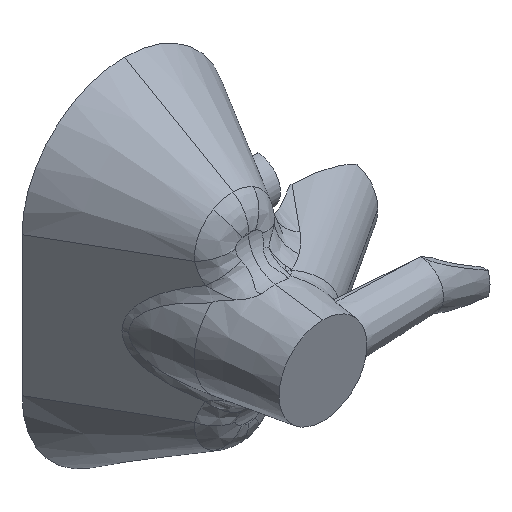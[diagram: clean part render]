
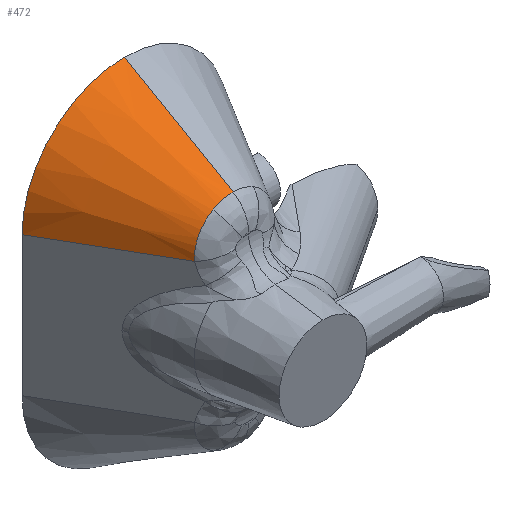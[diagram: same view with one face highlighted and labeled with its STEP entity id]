
A CAD part, isometric view. The second image highlights one B-rep face of the part: STEP entity #472.
In plain terms, the highlighted conical face has half-angle 30 degrees and reference radius 10 mm.
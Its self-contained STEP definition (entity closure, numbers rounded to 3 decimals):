
#18 = LINE ( 'NONE', #3299, #4210 ) ;
#47 = CARTESIAN_POINT ( 'NONE',  ( 0., 5., 35.387 ) ) ;
#381 = DIRECTION ( 'NONE',  ( 0., 0., 1. ) ) ;
#384 = EDGE_CURVE ( 'NONE', #3462, #2693, #2991, .T. ) ;
#472 = ADVANCED_FACE ( 'NONE', ( #1673 ), #2222, .T. ) ;
#494 = CARTESIAN_POINT ( 'NONE',  ( -12.641, 4.825, 24.718 ) ) ;
#638 = CARTESIAN_POINT ( 'NONE',  ( -12.722, 4.714, 22.5 ) ) ;
#779 = DIRECTION ( 'NONE',  ( 0., 1., 0. ) ) ;
#833 = CARTESIAN_POINT ( 'NONE',  ( 0., 40., 22.5 ) ) ;
#894 = CARTESIAN_POINT ( 'NONE',  ( -11.022, 4.958, 29.136 ) ) ;
#898 = EDGE_LOOP ( 'NONE', ( #1529, #5056, #3194, #5115, #5167 ) ) ;
#925 = AXIS2_PLACEMENT_3D ( 'NONE', #1422, #4406, #1993 ) ;
#974 = EDGE_CURVE ( 'NONE', #3462, #4112, #1185, .T. ) ;
#1143 = VERTEX_POINT ( 'NONE', #47 ) ;
#1177 = CARTESIAN_POINT ( 'NONE',  ( -6.525, 5., 33.612 ) ) ;
#1185 = LINE ( 'NONE', #2819, #4282 ) ;
#1188 = CARTESIAN_POINT ( 'NONE',  ( -33.094, 40., 22.5 ) ) ;
#1422 = CARTESIAN_POINT ( 'NONE',  ( 0., 5., 22.5 ) ) ;
#1529 = ORIENTED_EDGE ( 'NONE', *, *, #4448, .T. ) ;
#1673 = FACE_OUTER_BOUND ( 'NONE', #898, .T. ) ;
#1680 = CARTESIAN_POINT ( 'NONE',  ( -7.473, 5., 33.013 ) ) ;
#1706 = CARTESIAN_POINT ( 'NONE',  ( -6.525, 5., 33.612 ) ) ;
#1734 = CARTESIAN_POINT ( 'NONE',  ( -12.757, 4.775, 23.62 ) ) ;
#1772 = VERTEX_POINT ( 'NONE', #1177 ) ;
#1993 = DIRECTION ( 'NONE',  ( 0., 0., -1. ) ) ;
#2021 = EDGE_CURVE ( 'NONE', #1143, #2693, #18, .T. ) ;
#2132 = CARTESIAN_POINT ( 'NONE',  ( -9.91, 4.983, 30.742 ) ) ;
#2135 = AXIS2_PLACEMENT_3D ( 'NONE', #2822, #779, #4476 ) ;
#2159 = CARTESIAN_POINT ( 'NONE',  ( -12.074, 4.901, 26.873 ) ) ;
#2222 = CONICAL_SURFACE ( 'NONE', #2135, 10., 0.524 ) ;
#2585 = B_SPLINE_CURVE_WITH_KNOTS ( 'NONE', 3,
 ( #2856, #1734, #494, #2937, #2159, #3343, #4919, #894, #2913, #4170, #3371, #2132, #4569, #4997, #4088, #1680, #4484, #1706 ),
 .UNSPECIFIED., .F., .F.,
 ( 4, 2, 2, 2, 2, 2, 2, 2, 4 ),
 ( 0., 0.003, 0.005, 0.007, 0.007, 0.008, 0.01, 0.012, 0.013 ),
 .UNSPECIFIED. ) ;
#2685 = EDGE_CURVE ( 'NONE', #4112, #1772, #2585, .T. ) ;
#2693 = VERTEX_POINT ( 'NONE', #3717 ) ;
#2819 = CARTESIAN_POINT ( 'NONE',  ( -10., 0., 22.5 ) ) ;
#2822 = CARTESIAN_POINT ( 'NONE',  ( 0., 0., 22.5 ) ) ;
#2856 = CARTESIAN_POINT ( 'NONE',  ( -12.722, 4.714, 22.5 ) ) ;
#2913 = CARTESIAN_POINT ( 'NONE',  ( -10.878, 4.962, 29.374 ) ) ;
#2937 = CARTESIAN_POINT ( 'NONE',  ( -12.245, 4.884, 26.335 ) ) ;
#2991 = CIRCLE ( 'NONE', #3766, 33.094 ) ;
#3194 = ORIENTED_EDGE ( 'NONE', *, *, #384, .F. ) ;
#3236 = CIRCLE ( 'NONE', #925, 12.887 ) ;
#3299 = CARTESIAN_POINT ( 'NONE',  ( 0., 0., 32.5 ) ) ;
#3343 = CARTESIAN_POINT ( 'NONE',  ( -11.666, 4.93, 27.908 ) ) ;
#3371 = CARTESIAN_POINT ( 'NONE',  ( -10.413, 4.974, 30.072 ) ) ;
#3462 = VERTEX_POINT ( 'NONE', #1188 ) ;
#3655 = DIRECTION ( 'NONE',  ( 0., 1., 0. ) ) ;
#3717 = CARTESIAN_POINT ( 'NONE',  ( 0., 40., 55.594 ) ) ;
#3766 = AXIS2_PLACEMENT_3D ( 'NONE', #833, #3655, #381 ) ;
#4088 = CARTESIAN_POINT ( 'NONE',  ( -8.356, 4.997, 32.324 ) ) ;
#4112 = VERTEX_POINT ( 'NONE', #638 ) ;
#4170 = CARTESIAN_POINT ( 'NONE',  ( -10.574, 4.97, 29.842 ) ) ;
#4210 = VECTOR ( 'NONE', #4927, 1000. ) ;
#4282 = VECTOR ( 'NONE', #4798, 1000. ) ;
#4406 = DIRECTION ( 'NONE',  ( 0., 1., 0. ) ) ;
#4448 = EDGE_CURVE ( 'NONE', #1772, #1143, #3236, .T. ) ;
#4476 = DIRECTION ( 'NONE',  ( 0., 0., 1. ) ) ;
#4484 = CARTESIAN_POINT ( 'NONE',  ( -7.009, 5., 33.329 ) ) ;
#4569 = CARTESIAN_POINT ( 'NONE',  ( -9.547, 4.988, 31.163 ) ) ;
#4798 = DIRECTION ( 'NONE',  ( 0.5, -0.866, 0. ) ) ;
#4919 = CARTESIAN_POINT ( 'NONE',  ( -11.428, 4.943, 28.409 ) ) ;
#4927 = DIRECTION ( 'NONE',  ( 0., 0.866, 0.5 ) ) ;
#4997 = CARTESIAN_POINT ( 'NONE',  ( -8.77, 4.995, 31.954 ) ) ;
#5056 = ORIENTED_EDGE ( 'NONE', *, *, #2021, .T. ) ;
#5115 = ORIENTED_EDGE ( 'NONE', *, *, #974, .T. ) ;
#5167 = ORIENTED_EDGE ( 'NONE', *, *, #2685, .T. ) ;
